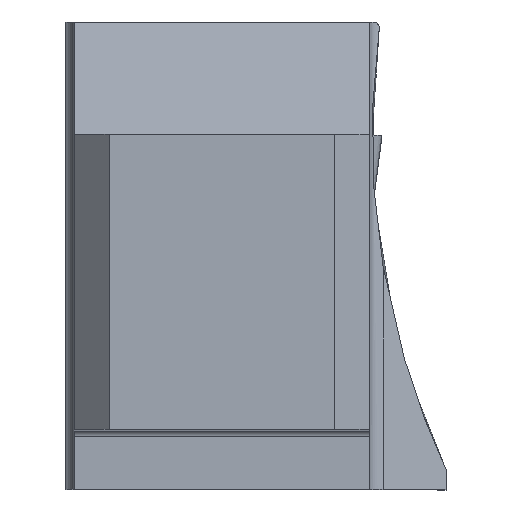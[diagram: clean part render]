
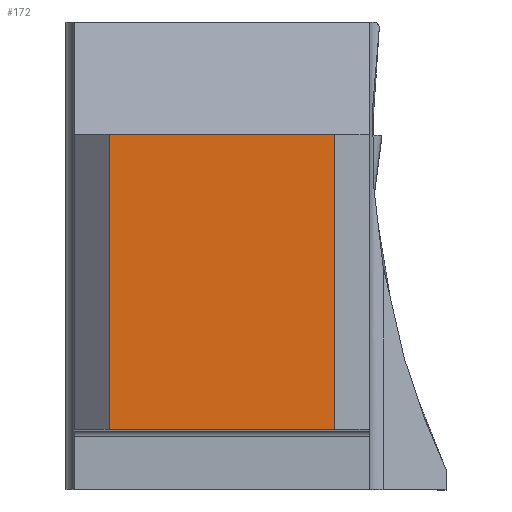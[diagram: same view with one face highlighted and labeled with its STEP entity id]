
A CAD part, top view. The second image highlights one B-rep face of the part: STEP entity #172.
In plain terms, the highlighted planar face has unit normal (0, 0, 1).
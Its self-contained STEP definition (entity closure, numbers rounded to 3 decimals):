
#172=ADVANCED_FACE('CU_BACK_SU1',(#339),#273,.F.);
#273=PLANE('',#2307);
#339=FACE_OUTER_BOUND('',#445,.T.);
#445=EDGE_LOOP('',(#772,#773,#774,#775));
#772=ORIENTED_EDGE('',*,*,#1568,.F.);
#773=ORIENTED_EDGE('',*,*,#1569,.T.);
#774=ORIENTED_EDGE('',*,*,#1570,.T.);
#775=ORIENTED_EDGE('',*,*,#1566,.F.);
#1338=VERTEX_POINT('',#3101);
#1339=VERTEX_POINT('',#3103);
#1340=VERTEX_POINT('',#3107);
#1341=VERTEX_POINT('',#3109);
#1566=EDGE_CURVE('',#1338,#1339,#1846,.T.);
#1568=EDGE_CURVE('',#1340,#1338,#1848,.T.);
#1569=EDGE_CURVE('',#1340,#1341,#1849,.T.);
#1570=EDGE_CURVE('',#1341,#1339,#1850,.T.);
#1846=LINE('',#3102,#2040);
#1848=LINE('',#3106,#2042);
#1849=LINE('',#3108,#2043);
#1850=LINE('',#3110,#2044);
#2040=VECTOR('',#2525,1.);
#2042=VECTOR('',#2529,1.);
#2043=VECTOR('',#2530,1.);
#2044=VECTOR('',#2531,1.);
#2307=AXIS2_PLACEMENT_3D('',#3111,#2532,#2533);
#2525=DIRECTION('',(1.,0.,0.));
#2529=DIRECTION('',(0.,1.,0.));
#2530=DIRECTION('',(1.,0.,0.));
#2531=DIRECTION('',(0.,1.,0.));
#2532=DIRECTION('',(0.,0.,-1.));
#2533=DIRECTION('',(-1.,0.,0.));
#3101=CARTESIAN_POINT('',(3.,25.325,0.));
#3102=CARTESIAN_POINT('',(-110.,25.325,0.));
#3103=CARTESIAN_POINT('',(22.325,25.325,0.));
#3106=CARTESIAN_POINT('',(3.,0.,0.));
#3107=CARTESIAN_POINT('',(3.,0.,0.));
#3108=CARTESIAN_POINT('',(-110.,0.,0.));
#3109=CARTESIAN_POINT('',(22.325,0.,0.));
#3110=CARTESIAN_POINT('',(22.325,0.,0.));
#3111=CARTESIAN_POINT('',(49.763,45.325,0.));
